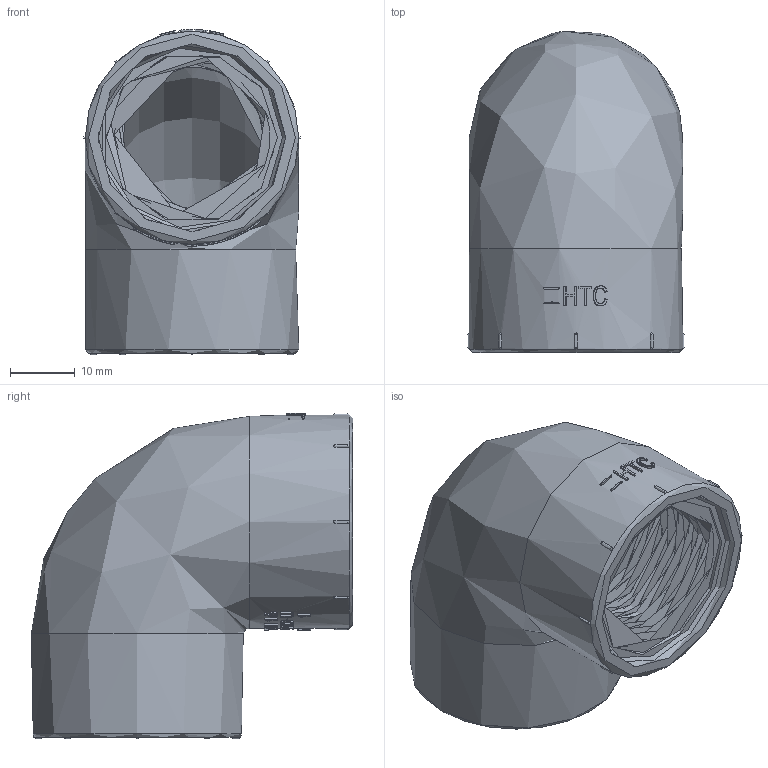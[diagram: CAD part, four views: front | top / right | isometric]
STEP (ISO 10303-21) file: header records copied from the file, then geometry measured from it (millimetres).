
FILE_DESCRIPTION(/* description */ (''),/* implementation_level */ '2;1');
FILE_NAME(/* name */ 'Z6B025025.stp',/* time_stamp */ '2025-02-10T09:16:38+08:00',/* author */ (''),/* organization */ (''),/* preprocessor_version */ 'ST-DEVELOPER v16',/* originating_system */ 'SIEMENS PLM Software NX 10.0',/* authorisation */ '');
FILE_SCHEMA (('AUTOMOTIVE_DESIGN { 1 0 10303 214 3 1 1 1 }'));
Length unit declared in the file: millimetre
Products named in the file (1): gelv13106AE0fyd8
Bounding box: 33.43 x 49.68 x 50.27 mm (x, y, z)
Volume: 22660.9 mm3; surface area: 13525.8 mm2
Topology: 1 solids, 1 shells, 1816 faces, 5224 edges, 3435 vertices
Faces by surface type: bspline 1479, plane 169, cylinder 132, sphere 32, torus 4
Full cylindrical faces by diameter (mm): 26.441 x18, 29 x2, 33 x2
Entity records: 98860 total; most frequent: CARTESIAN_POINT 54997, ORIENTED_EDGE 10230, DIRECTION 8817, EDGE_CURVE 5115, AXIS2_PLACEMENT_3D 3521, VERTEX_POINT 3391, ELLIPSE 2907, EDGE_LOOP 1870
